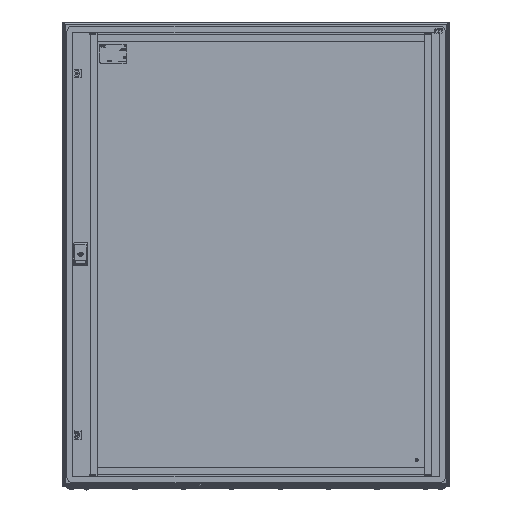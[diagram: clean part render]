
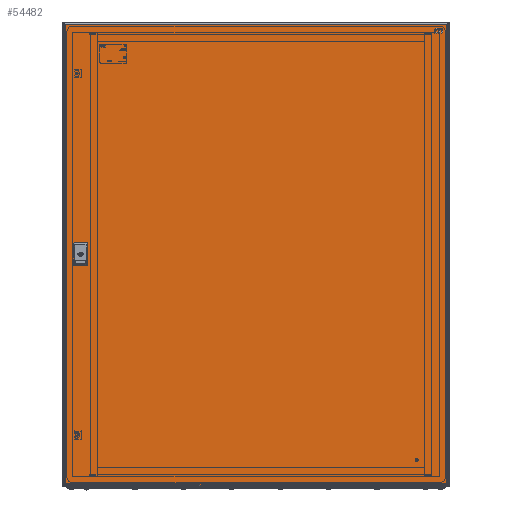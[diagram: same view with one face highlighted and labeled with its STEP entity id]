
A CAD part, front view. The second image highlights one B-rep face of the part: STEP entity #54482.
In plain terms, the highlighted face is planar.
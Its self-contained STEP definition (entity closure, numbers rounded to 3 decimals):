
#53869=DIRECTION('',(0.,1.,0.));
#53870=VECTOR('',#53869,988.4);
#53871=CARTESIAN_POINT('',(-594.5,-494.2,0.));
#53872=LINE('',#53871,#53870);
#53914=DIRECTION('',(1.,0.,0.));
#53915=VECTOR('',#53914,1189.);
#53916=CARTESIAN_POINT('',(-594.5,494.2,0.));
#53917=LINE('',#53916,#53915);
#54068=DIRECTION('',(0.,-1.,0.));
#54069=VECTOR('',#54068,988.4);
#54070=CARTESIAN_POINT('',(594.5,494.2,0.));
#54071=LINE('',#54070,#54069);
#54106=DIRECTION('',(-1.,0.,0.));
#54107=VECTOR('',#54106,1189.);
#54108=CARTESIAN_POINT('',(594.5,-494.2,0.));
#54109=LINE('',#54108,#54107);
#54328=DIRECTION('',(0.,1.,0.));
#54329=VECTOR('',#54328,25.);
#54330=CARTESIAN_POINT('',(25.,-465.5,0.));
#54331=LINE('',#54330,#54329);
#54342=DIRECTION('',(1.,0.,0.));
#54343=VECTOR('',#54342,50.);
#54344=CARTESIAN_POINT('',(-25.,-465.5,0.));
#54345=LINE('',#54344,#54343);
#54356=DIRECTION('',(0.,-1.,0.));
#54357=VECTOR('',#54356,25.);
#54358=CARTESIAN_POINT('',(-25.,-440.5,0.));
#54359=LINE('',#54358,#54357);
#54370=DIRECTION('',(-1.,0.,0.));
#54371=VECTOR('',#54370,50.);
#54372=CARTESIAN_POINT('',(25.,-440.5,0.));
#54373=LINE('',#54372,#54371);
#54377=CARTESIAN_POINT('',(-594.5,-494.2,0.));
#54378=CARTESIAN_POINT('',(-594.5,494.2,0.));
#54379=VERTEX_POINT('',#54377);
#54380=VERTEX_POINT('',#54378);
#54381=CARTESIAN_POINT('',(594.5,-494.2,0.));
#54382=VERTEX_POINT('',#54381);
#54383=CARTESIAN_POINT('',(594.5,494.2,0.));
#54384=VERTEX_POINT('',#54383);
#54385=CARTESIAN_POINT('',(-25.,-465.5,0.));
#54386=CARTESIAN_POINT('',(25.,-465.5,0.));
#54387=VERTEX_POINT('',#54385);
#54388=VERTEX_POINT('',#54386);
#54389=CARTESIAN_POINT('',(-25.,-440.5,0.));
#54390=VERTEX_POINT('',#54389);
#54391=CARTESIAN_POINT('',(25.,-440.5,0.));
#54392=VERTEX_POINT('',#54391);
#54457=CARTESIAN_POINT('',(0.,0.,0.));
#54458=DIRECTION('',(0.,0.,-1.));
#54459=DIRECTION('',(-1.,0.,0.));
#54460=AXIS2_PLACEMENT_3D('',#54457,#54458,#54459);
#54461=PLANE('',#54460);
#54463=ORIENTED_EDGE('',*,*,#54462,.F.);
#54465=ORIENTED_EDGE('',*,*,#54464,.F.);
#54467=ORIENTED_EDGE('',*,*,#54466,.F.);
#54469=ORIENTED_EDGE('',*,*,#54468,.F.);
#54470=EDGE_LOOP('',(#54463,#54465,#54467,#54469));
#54471=FACE_OUTER_BOUND('',#54470,.F.);
#54473=ORIENTED_EDGE('',*,*,#54472,.F.);
#54475=ORIENTED_EDGE('',*,*,#54474,.F.);
#54477=ORIENTED_EDGE('',*,*,#54476,.F.);
#54479=ORIENTED_EDGE('',*,*,#54478,.F.);
#54480=EDGE_LOOP('',(#54473,#54475,#54477,#54479));
#54481=FACE_BOUND('',#54480,.F.);
#54462=EDGE_CURVE('',#54379,#54380,#53872,.T.);
#54464=EDGE_CURVE('',#54382,#54379,#54109,.T.);
#54466=EDGE_CURVE('',#54384,#54382,#54071,.T.);
#54468=EDGE_CURVE('',#54380,#54384,#53917,.T.);
#54472=EDGE_CURVE('',#54387,#54388,#54345,.T.);
#54474=EDGE_CURVE('',#54390,#54387,#54359,.T.);
#54476=EDGE_CURVE('',#54392,#54390,#54373,.T.);
#54478=EDGE_CURVE('',#54388,#54392,#54331,.T.);
#54482=ADVANCED_FACE('',(#54471,#54481),#54461,.T.);
